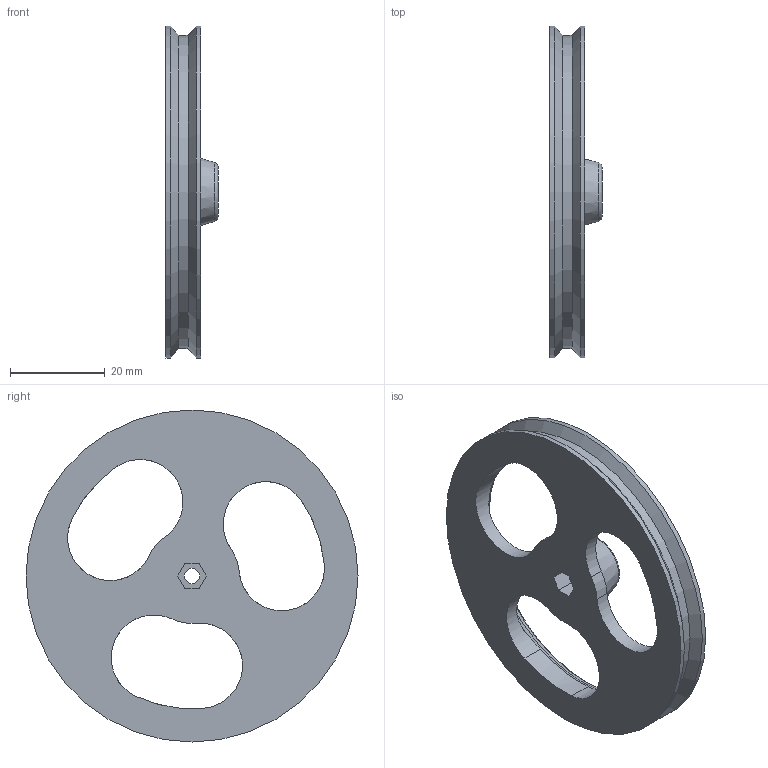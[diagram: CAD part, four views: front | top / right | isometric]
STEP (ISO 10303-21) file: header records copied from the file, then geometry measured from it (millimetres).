
FILE_DESCRIPTION(('FreeCAD Model'),'2;1');
FILE_NAME('Roue-V2.step','2015-08-30T10:56:21',('Author'),(''), 'Open CASCADE STEP processor 6.5','FreeCAD','Unknown');
FILE_SCHEMA(('AUTOMOTIVE_DESIGN_CC2 { 1 2 10303 214 -1 1 5 4 }'));
Length unit declared in the file: millimetre
Products named in the file (1): PolarPattern
Bounding box: 11 x 70 x 70 mm (x, y, z)
Volume: 13033 mm3; surface area: 8618.4 mm2
Topology: 1 solids, 1 shells, 37 faces, 94 edges, 60 vertices
Faces by surface type: cylinder 17, plane 12, cone 4, revolution 4
Full cylindrical faces by diameter (mm): 3.2 x1, 6.4 x1, 66 x1, 70 x2
Entity records: 5690 total; most frequent: CARTESIAN_POINT 3786, DIRECTION 360, ORIENTED_EDGE 188, PCURVE 188, DEFINITIONAL_REPRESENTATION 188, LINE 175, VECTOR 175, EDGE_CURVE 94
